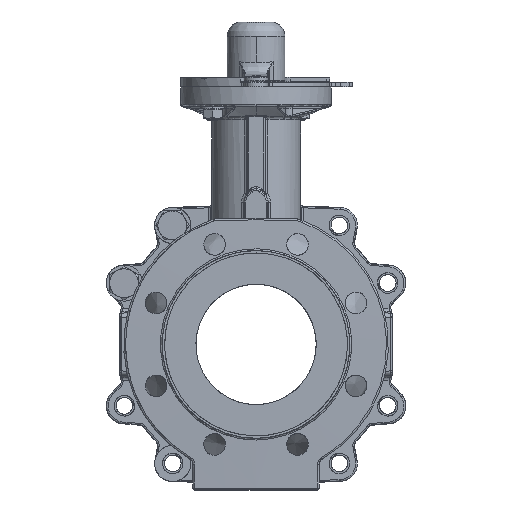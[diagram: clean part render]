
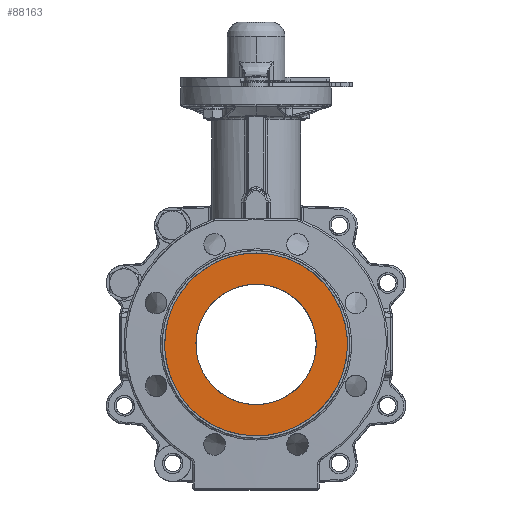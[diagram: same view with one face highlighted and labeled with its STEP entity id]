
A CAD part, left-side view. The second image highlights one B-rep face of the part: STEP entity #88163.
In plain terms, the highlighted planar face has unit normal (-1, 0, 0).
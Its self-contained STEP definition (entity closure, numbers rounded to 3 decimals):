
#88124=CARTESIAN_POINT('',(-145.8,0.,90.));
#88125=DIRECTION('',(1.,0.,0.));
#88126=DIRECTION('',(0.,0.,-1.));
#88127=AXIS2_PLACEMENT_3D('',#88124,#88125,#88126);
#88128=PLANE('',#88127);
#88129=CARTESIAN_POINT('',(-145.8,-0.,-76.));
#88130=VERTEX_POINT('',#88129);
#88131=CARTESIAN_POINT('',(-145.8,-0.,-76.));
#88132=CARTESIAN_POINT('',(-145.8,76.,-76.));
#88133=CARTESIAN_POINT('',(-145.8,76.,0.));
#88134=CARTESIAN_POINT('',(-145.8,76.,76.));
#88135=CARTESIAN_POINT('',(-145.8,0.,76.));
#88136=CARTESIAN_POINT('',(-145.8,-76.,76.));
#88137=CARTESIAN_POINT('',(-145.8,-76.,0.));
#88138=CARTESIAN_POINT('',(-145.8,-76.,-76.));
#88139=CARTESIAN_POINT('',(-145.8,-0.,-76.));
#88140=(BOUNDED_CURVE()
B_SPLINE_CURVE(2,(#88131,#88132,#88133,#88134,#88135,#88136,#88137,#88138,#88139),.UNSPECIFIED.,.T.,.F.)
B_SPLINE_CURVE_WITH_KNOTS((3,2,2,2,3),(180.,270.,360.,450.,540.),.UNSPECIFIED.)
CURVE()
GEOMETRIC_REPRESENTATION_ITEM()
RATIONAL_B_SPLINE_CURVE((1.,0.707,1.,0.707,1.,0.707,1.,0.707,1.))
REPRESENTATION_ITEM(''));
#88141=EDGE_CURVE('',#88130,#88130,#88140,.T.);
#88142=ORIENTED_EDGE('',*,*,#88141,.F.);
#88143=EDGE_LOOP('',(#88142));
#88144=FACE_BOUND('',#88143,.T.);
#88145=CARTESIAN_POINT('',(-145.8,43.607,24.449));
#88146=VERTEX_POINT('',#88145);
#88147=CARTESIAN_POINT('',(-145.8,43.607,24.449));
#88148=CARTESIAN_POINT('',(-145.8,49.993,13.058));
#88149=CARTESIAN_POINT('',(-145.8,49.993,0.));
#88150=CARTESIAN_POINT('',(-145.8,49.993,-49.993));
#88151=CARTESIAN_POINT('',(-145.8,0.,-49.993));
#88152=CARTESIAN_POINT('',(-145.8,-49.993,-49.993));
#88153=CARTESIAN_POINT('',(-145.8,-49.993,0.));
#88154=CARTESIAN_POINT('',(-145.8,-49.993,49.993));
#88155=CARTESIAN_POINT('',(-145.8,-0.,49.993));
#88156=CARTESIAN_POINT('',(-145.8,29.285,49.993));
#88157=CARTESIAN_POINT('',(-145.8,43.607,24.449));
#88158=(BOUNDED_CURVE()
B_SPLINE_CURVE(2,(#88147,#88148,#88149,#88150,#88151,#88152,#88153,#88154,#88155,#88156,#88157),.UNSPECIFIED.,.T.,.F.)
B_SPLINE_CURVE_WITH_KNOTS((3,2,2,2,2,3),(300.,330.,420.,510.,600.,660.),.UNSPECIFIED.)
CURVE()
GEOMETRIC_REPRESENTATION_ITEM()
RATIONAL_B_SPLINE_CURVE((0.87,0.902,1.,0.707,1.,0.707,1.,0.707,1.,0.805,0.87))
REPRESENTATION_ITEM(''));
#88159=EDGE_CURVE('',#88146,#88146,#88158,.T.);
#88160=ORIENTED_EDGE('',*,*,#88159,.F.);
#88161=EDGE_LOOP('',(#88160));
#88162=FACE_BOUND('',#88161,.T.);
#88163=ADVANCED_FACE('',(#88144,#88162),#88128,.F.);
